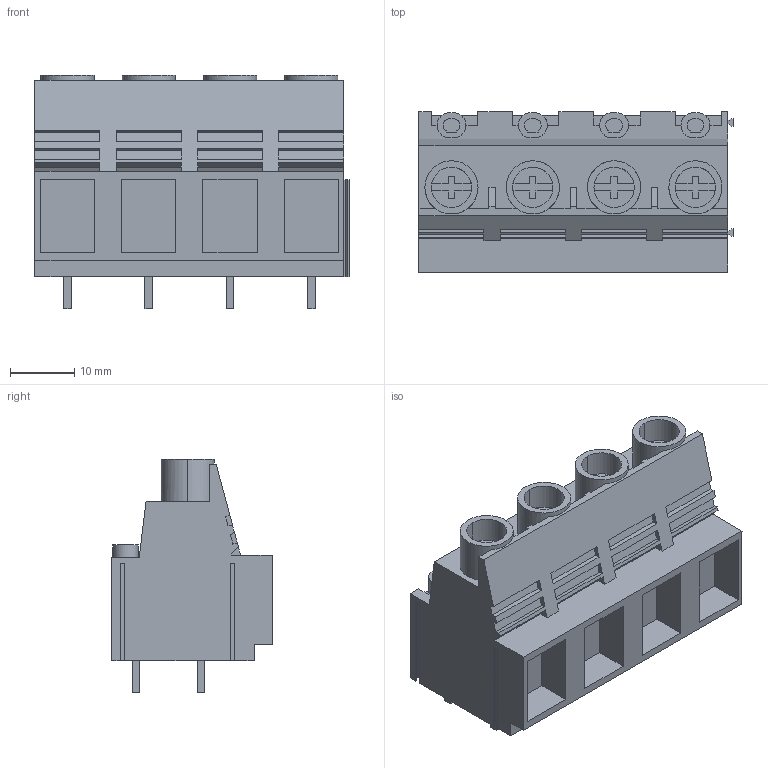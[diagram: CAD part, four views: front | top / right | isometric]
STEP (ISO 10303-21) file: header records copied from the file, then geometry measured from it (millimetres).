
FILE_DESCRIPTION(('CATIA V5 STEP Exchange','CAx-IF Rec.Pracs.--- Model Styling and Organization---1.2---2011-12-15'),'2;1');
FILE_NAME ('D1461522_0_2014400000_2014400000.stp','2018-04-09T05:38:40+00:00',('none'),('Weidmueller'),'CATIA Version 5-6 Release 2014','CATIA V5 STEP AP214','none');
FILE_SCHEMA(('AUTOMOTIVE_DESIGN { 1 0 10303 214 1 1 1 1 }'));
Length unit declared in the file: millimetre
Products named in the file (1): 2014400000 
Bounding box: 49.06 x 25.07 x 36.5 mm (x, y, z)
Volume: 23030.3 mm3; surface area: 10071.7 mm2
Topology: 13 solids, 13 shells, 435 faces, 1177 edges, 788 vertices
Faces by surface type: plane 395, cylinder 40
Entity records: 12796 total; most frequent: CARTESIAN_POINT 2423, ORIENTED_EDGE 2354, DIRECTION 1730, EDGE_CURVE 1177, VECTOR 1057, LINE 1057, VERTEX_POINT 788, EDGE_LOOP 455
